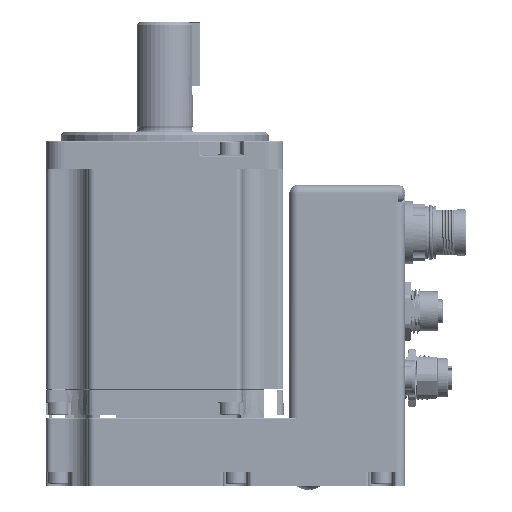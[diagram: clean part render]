
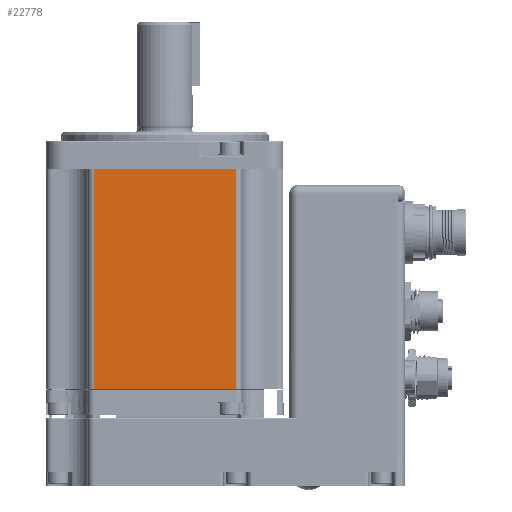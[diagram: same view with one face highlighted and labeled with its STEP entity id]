
A CAD part, left-side view. The second image highlights one B-rep face of the part: STEP entity #22778.
In plain terms, the highlighted planar face has unit normal (-1, 0, 0).
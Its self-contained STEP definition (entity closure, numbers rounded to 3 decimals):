
#574 = VECTOR ( 'NONE', #73365, 1000. ) ;
#1255 = DIRECTION ( 'NONE',  ( 0., -1., 0. ) ) ;
#5544 = VERTEX_POINT ( 'NONE', #46395 ) ;
#5932 = CARTESIAN_POINT ( 'NONE',  ( -32.723, 16.949, 54.157 ) ) ;
#7837 = CARTESIAN_POINT ( 'NONE',  ( -32.723, 40.949, 54.157 ) ) ;
#9292 = ORIENTED_EDGE ( 'NONE', *, *, #13617, .T. ) ;
#13617 = EDGE_CURVE ( 'NONE', #36581, #5544, #32796, .T. ) ;
#15176 = ORIENTED_EDGE ( 'NONE', *, *, #68790, .T. ) ;
#22778 = ADVANCED_FACE ( 'NONE', ( #30636 ), #60236, .F. ) ;
#28575 = CARTESIAN_POINT ( 'NONE',  ( -32.723, 16.949, -24.143 ) ) ;
#30636 = FACE_OUTER_BOUND ( 'NONE', #48468, .T. ) ;
#30646 = VECTOR ( 'NONE', #1255, 1000. ) ;
#31478 = CARTESIAN_POINT ( 'NONE',  ( -32.723, 64.949, 54.157 ) ) ;
#31703 = VECTOR ( 'NONE', #88510, 1000. ) ;
#32796 = LINE ( 'NONE', #5932, #574 ) ;
#36581 = VERTEX_POINT ( 'NONE', #103168 ) ;
#37336 = VECTOR ( 'NONE', #100375, 1000. ) ;
#37340 = LINE ( 'NONE', #51512, #30646 ) ;
#46395 = CARTESIAN_POINT ( 'NONE',  ( -32.723, 16.949, 50.157 ) ) ;
#48468 = EDGE_LOOP ( 'NONE', ( #105903, #48752, #15176, #9292 ) ) ;
#48752 = ORIENTED_EDGE ( 'NONE', *, *, #67459, .T. ) ;
#50055 = AXIS2_PLACEMENT_3D ( 'NONE', #7837, #94350, #59153 ) ;
#51512 = CARTESIAN_POINT ( 'NONE',  ( -32.723, 40.949, 50.157 ) ) ;
#57999 = EDGE_CURVE ( 'NONE', #94229, #5544, #37340, .T. ) ;
#59153 = DIRECTION ( 'NONE',  ( 0., 1., 0. ) ) ;
#60075 = LINE ( 'NONE', #31478, #37336 ) ;
#60236 = PLANE ( 'NONE',  #50055 ) ;
#67459 = EDGE_CURVE ( 'NONE', #94229, #91415, #60075, .T. ) ;
#68790 = EDGE_CURVE ( 'NONE', #91415, #36581, #94640, .T. ) ;
#73365 = DIRECTION ( 'NONE',  ( 0., 0., 1. ) ) ;
#76996 = CARTESIAN_POINT ( 'NONE',  ( -32.723, 64.949, 50.157 ) ) ;
#88160 = CARTESIAN_POINT ( 'NONE',  ( -32.723, 64.949, -24.143 ) ) ;
#88510 = DIRECTION ( 'NONE',  ( 0., -1., 0. ) ) ;
#91415 = VERTEX_POINT ( 'NONE', #88160 ) ;
#94229 = VERTEX_POINT ( 'NONE', #76996 ) ;
#94350 = DIRECTION ( 'NONE',  ( 1., 0., 0. ) ) ;
#94640 = LINE ( 'NONE', #28575, #31703 ) ;
#100375 = DIRECTION ( 'NONE',  ( 0., 0., -1. ) ) ;
#103168 = CARTESIAN_POINT ( 'NONE',  ( -32.723, 16.949, -24.143 ) ) ;
#105903 = ORIENTED_EDGE ( 'NONE', *, *, #57999, .F. ) ;
